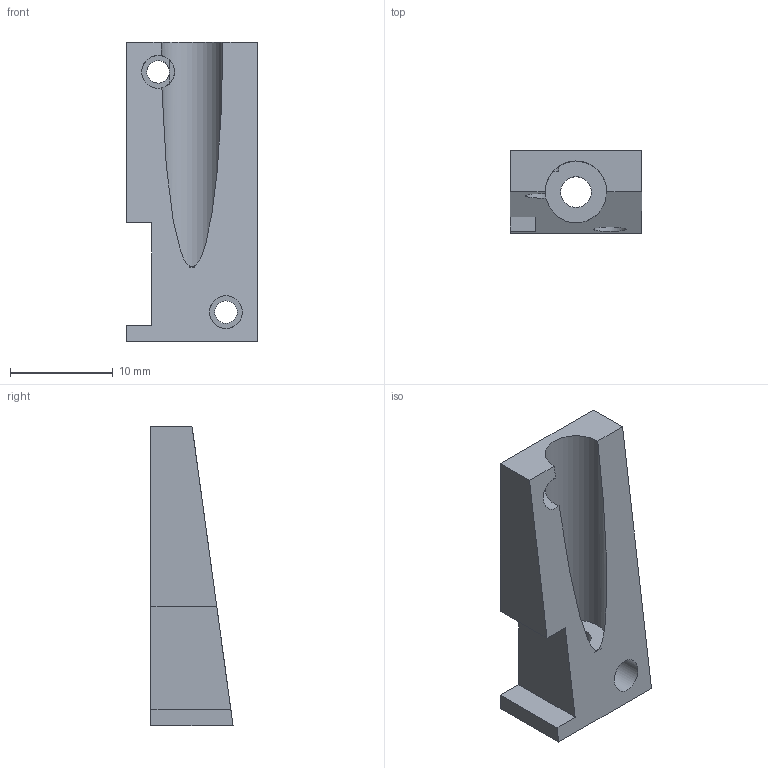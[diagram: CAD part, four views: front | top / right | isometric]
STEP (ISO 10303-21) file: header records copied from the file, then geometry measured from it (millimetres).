
FILE_DESCRIPTION(('FreeCAD Model'),'2;1');
FILE_NAME('GP2Y0A41SK0F-mounting_vertical.step','2018-07-24T02:02:25',('Author'),(''), 'Open CASCADE STEP processor 7.2','FreeCAD','Unknown');
FILE_SCHEMA(('AUTOMOTIVE_DESIGN { 1 0 10303 214 1 1 1 1 }'));
Length unit declared in the file: millimetre
Products named in the file (1): GP2Y0A41SK0F-mounting_vertical
Bounding box: 12.8 x 8 x 29.2 mm (x, y, z)
Volume: 1450.2 mm3; surface area: 1565.3 mm2
Topology: 1 solids, 1 shells, 23 faces, 57 edges, 37 vertices
Faces by surface type: plane 15, cylinder 8
Full cylindrical faces by diameter (mm): 2.2 x2, 3 x1, 3.2 x1, 6 x1
Entity records: 2353 total; most frequent: CARTESIAN_POINT 1168, DIRECTION 218, ORIENTED_EDGE 114, PCURVE 114, DEFINITIONAL_REPRESENTATION 114, LINE 107, VECTOR 107, EDGE_CURVE 57
